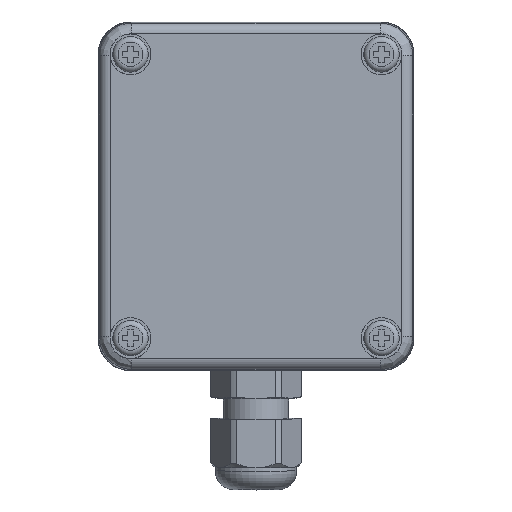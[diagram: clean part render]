
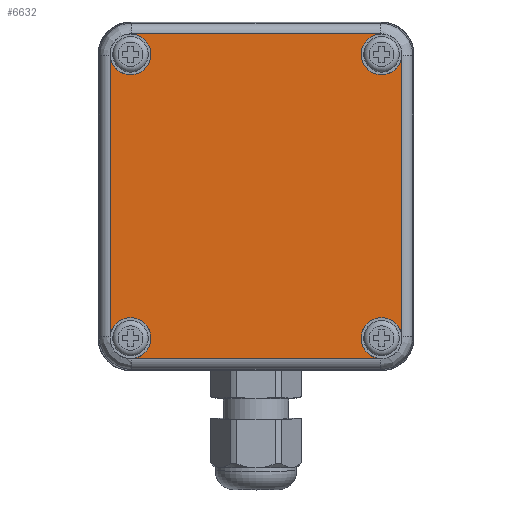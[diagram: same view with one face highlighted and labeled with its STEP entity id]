
A CAD part, top view. The second image highlights one B-rep face of the part: STEP entity #6632.
In plain terms, the highlighted planar face has unit normal (0, 0, 1).
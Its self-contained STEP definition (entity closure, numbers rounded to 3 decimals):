
#245=PLANE('',#7257);
#643=FACE_OUTER_BOUND('',#1068,.T.);
#1068=EDGE_LOOP('',(#5031,#5032,#5033,#5034,#5035,#5036,#5037,#5038,#5039,
#5040));
#1543=LINE('',#10905,#2037);
#1545=LINE('',#10910,#2039);
#1546=LINE('',#11015,#2040);
#1548=LINE('',#11018,#2042);
#2037=VECTOR('',#8503,45.331);
#2039=VECTOR('',#8509,45.331);
#2040=VECTOR('',#8516,51.331);
#2042=VECTOR('',#8520,51.331);
#2393=CIRCLE('',#6981,3.75);
#2398=CIRCLE('',#6991,3.75);
#2400=CIRCLE('',#6993,3.75);
#2404=CIRCLE('',#7001,3.75);
#2406=CIRCLE('',#7003,3.75);
#2410=CIRCLE('',#7010,3.75);
#2807=VERTEX_POINT('',#10017);
#2808=VERTEX_POINT('',#10018);
#2818=VERTEX_POINT('',#10071);
#2819=VERTEX_POINT('',#10073);
#2821=VERTEX_POINT('',#10078);
#2827=VERTEX_POINT('',#10106);
#2828=VERTEX_POINT('',#10108);
#2830=VERTEX_POINT('',#10113);
#2834=VERTEX_POINT('',#10125);
#2835=VERTEX_POINT('',#10126);
#3435=EDGE_CURVE('',#2807,#2808,#2393,.T.);
#3448=EDGE_CURVE('',#2819,#2818,#2398,.T.);
#3451=EDGE_CURVE('',#2821,#2819,#2400,.T.);
#3459=EDGE_CURVE('',#2828,#2827,#2404,.T.);
#3462=EDGE_CURVE('',#2830,#2828,#2406,.T.);
#3468=EDGE_CURVE('',#2834,#2835,#2410,.T.);
#3745=EDGE_CURVE('',#2807,#2835,#1543,.T.);
#3748=EDGE_CURVE('',#2821,#2827,#1545,.T.);
#3751=EDGE_CURVE('',#2834,#2818,#1546,.T.);
#3753=EDGE_CURVE('',#2830,#2808,#1548,.T.);
#5031=ORIENTED_EDGE('',*,*,#3468,.T.);
#5032=ORIENTED_EDGE('',*,*,#3745,.F.);
#5033=ORIENTED_EDGE('',*,*,#3435,.T.);
#5034=ORIENTED_EDGE('',*,*,#3753,.F.);
#5035=ORIENTED_EDGE('',*,*,#3462,.T.);
#5036=ORIENTED_EDGE('',*,*,#3459,.T.);
#5037=ORIENTED_EDGE('',*,*,#3748,.F.);
#5038=ORIENTED_EDGE('',*,*,#3451,.T.);
#5039=ORIENTED_EDGE('',*,*,#3448,.T.);
#5040=ORIENTED_EDGE('',*,*,#3751,.F.);
#6632=ADVANCED_FACE('',(#643),#245,.T.);
#6981=AXIS2_PLACEMENT_3D('',#10019,#7835,#7836);
#6991=AXIS2_PLACEMENT_3D('',#10074,#7857,#7858);
#6993=AXIS2_PLACEMENT_3D('',#10079,#7862,#7863);
#7001=AXIS2_PLACEMENT_3D('',#10109,#7879,#7880);
#7003=AXIS2_PLACEMENT_3D('',#10114,#7884,#7885);
#7010=AXIS2_PLACEMENT_3D('',#10127,#7899,#7900);
#7257=AXIS2_PLACEMENT_3D('',#11132,#8539,#8540);
#7835=DIRECTION('center_axis',(0.,0.,-1.));
#7836=DIRECTION('ref_axis',(1.,0.,0.));
#7857=DIRECTION('center_axis',(0.,0.,-1.));
#7858=DIRECTION('ref_axis',(1.,0.,0.));
#7862=DIRECTION('center_axis',(0.,0.,-1.));
#7863=DIRECTION('ref_axis',(1.,0.,0.));
#7879=DIRECTION('center_axis',(0.,0.,-1.));
#7880=DIRECTION('ref_axis',(1.,0.,0.));
#7884=DIRECTION('center_axis',(0.,0.,-1.));
#7885=DIRECTION('ref_axis',(1.,0.,0.));
#7899=DIRECTION('center_axis',(0.,0.,-1.));
#7900=DIRECTION('ref_axis',(1.,0.,0.));
#8503=DIRECTION('',(0.,-1.,0.));
#8509=DIRECTION('',(0.,1.,0.));
#8516=DIRECTION('',(-1.,0.,0.));
#8520=DIRECTION('',(1.,0.,0.));
#8539=DIRECTION('center_axis',(0.,0.,1.));
#8540=DIRECTION('ref_axis',(1.,0.,0.));
#10017=CARTESIAN_POINT('',(29.735,22.666,10.));
#10018=CARTESIAN_POINT('',(25.666,26.735,10.));
#10019=CARTESIAN_POINT('Origin',(26.,23.,10.));
#10071=CARTESIAN_POINT('',(-25.666,-26.735,10.));
#10073=CARTESIAN_POINT('',(-22.25,-23.,10.));
#10074=CARTESIAN_POINT('Origin',(-26.,-23.,10.));
#10078=CARTESIAN_POINT('',(-29.735,-22.666,10.));
#10079=CARTESIAN_POINT('Origin',(-26.,-23.,10.));
#10106=CARTESIAN_POINT('',(-29.735,22.666,10.));
#10108=CARTESIAN_POINT('',(-22.25,23.,10.));
#10109=CARTESIAN_POINT('Origin',(-26.,23.,10.));
#10113=CARTESIAN_POINT('',(-25.666,26.735,10.));
#10114=CARTESIAN_POINT('Origin',(-26.,23.,10.));
#10125=CARTESIAN_POINT('',(25.666,-26.735,10.));
#10126=CARTESIAN_POINT('',(29.735,-22.666,10.));
#10127=CARTESIAN_POINT('Origin',(26.,-23.,10.));
#10905=CARTESIAN_POINT('',(29.735,22.666,10.));
#10910=CARTESIAN_POINT('',(-29.735,-22.666,10.));
#11015=CARTESIAN_POINT('',(25.666,-26.735,10.));
#11018=CARTESIAN_POINT('',(-25.666,26.735,10.));
#11132=CARTESIAN_POINT('Origin',(0.,0.,10.));
